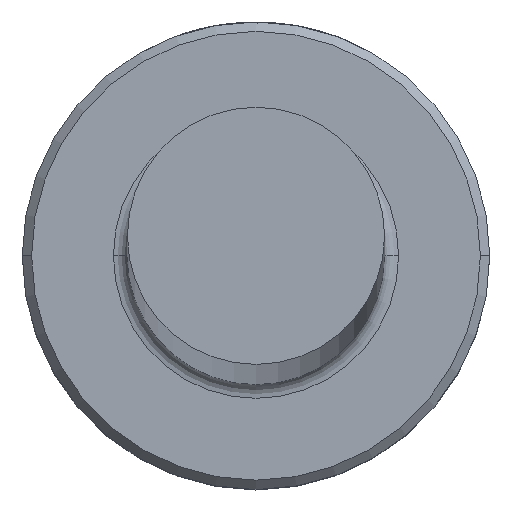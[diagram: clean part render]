
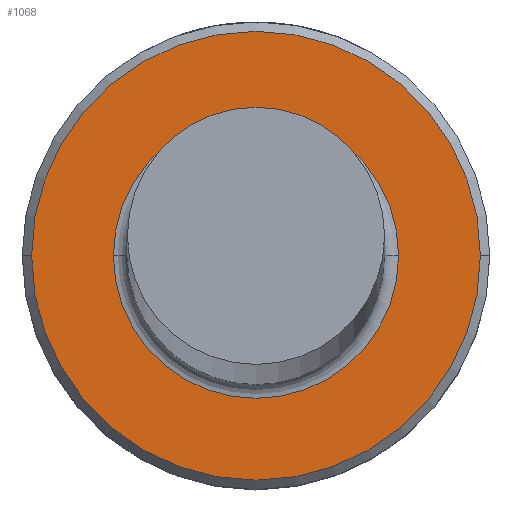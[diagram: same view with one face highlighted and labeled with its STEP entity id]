
A CAD part, top view. The second image highlights one B-rep face of the part: STEP entity #1068.
In plain terms, the highlighted planar face has unit normal (0, 0, 1).
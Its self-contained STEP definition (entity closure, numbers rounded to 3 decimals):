
#41 = DIRECTION ( 'NONE',  ( -1., 0., 0. ) ) ;
#104 = CIRCLE ( 'NONE', #380, 3.05 ) ;
#113 = ORIENTED_EDGE ( 'NONE', *, *, #1060, .T. ) ;
#136 = AXIS2_PLACEMENT_3D ( 'NONE', #878, #515, #1039 ) ;
#190 = AXIS2_PLACEMENT_3D ( 'NONE', #1119, #609, #41 ) ;
#213 = CARTESIAN_POINT ( 'NONE',  ( 0., 0., 6. ) ) ;
#223 = ORIENTED_EDGE ( 'NONE', *, *, #899, .T. ) ;
#228 = AXIS2_PLACEMENT_3D ( 'NONE', #868, #333, #948 ) ;
#301 = DIRECTION ( 'NONE',  ( -1., 0., 0. ) ) ;
#323 = DIRECTION ( 'NONE',  ( 0., 0., 1. ) ) ;
#333 = DIRECTION ( 'NONE',  ( 0., 0., 1. ) ) ;
#335 = CARTESIAN_POINT ( 'NONE',  ( 4.8, 0., 6. ) ) ;
#372 = AXIS2_PLACEMENT_3D ( 'NONE', #859, #323, #941 ) ;
#380 = AXIS2_PLACEMENT_3D ( 'NONE', #213, #836, #301 ) ;
#381 = CARTESIAN_POINT ( 'NONE',  ( 3.05, 0., 6. ) ) ;
#398 = ORIENTED_EDGE ( 'NONE', *, *, #1001, .T. ) ;
#515 = DIRECTION ( 'NONE',  ( 0., 0., 1. ) ) ;
#539 = CIRCLE ( 'NONE', #190, 3.05 ) ;
#562 = CARTESIAN_POINT ( 'NONE',  ( -3.05, 0., 6. ) ) ;
#598 = CIRCLE ( 'NONE', #228, 4.8 ) ;
#609 = DIRECTION ( 'NONE',  ( 0., 0., -1. ) ) ;
#627 = CIRCLE ( 'NONE', #372, 4.8 ) ;
#749 = FACE_BOUND ( 'NONE', #1025, .T. ) ;
#779 = FACE_OUTER_BOUND ( 'NONE', #842, .T. ) ;
#836 = DIRECTION ( 'NONE',  ( 0., 0., -1. ) ) ;
#842 = EDGE_LOOP ( 'NONE', ( #1157, #398 ) ) ;
#859 = CARTESIAN_POINT ( 'NONE',  ( 0., 0., 6. ) ) ;
#860 = VERTEX_POINT ( 'NONE', #562 ) ;
#868 = CARTESIAN_POINT ( 'NONE',  ( 0., 0., 6. ) ) ;
#878 = CARTESIAN_POINT ( 'NONE',  ( 0., 0., 6. ) ) ;
#892 = VERTEX_POINT ( 'NONE', #381 ) ;
#899 = EDGE_CURVE ( 'NONE', #892, #860, #104, .T. ) ;
#941 = DIRECTION ( 'NONE',  ( 1., 0., 0. ) ) ;
#948 = DIRECTION ( 'NONE',  ( 1., 0., 0. ) ) ;
#949 = CARTESIAN_POINT ( 'NONE',  ( -4.8, 0., 6. ) ) ;
#953 = PLANE ( 'NONE',  #136 ) ;
#978 = VERTEX_POINT ( 'NONE', #949 ) ;
#1001 = EDGE_CURVE ( 'NONE', #1065, #978, #627, .T. ) ;
#1025 = EDGE_LOOP ( 'NONE', ( #113, #223 ) ) ;
#1034 = EDGE_CURVE ( 'NONE', #978, #1065, #598, .T. ) ;
#1039 = DIRECTION ( 'NONE',  ( 1., 0., 0. ) ) ;
#1060 = EDGE_CURVE ( 'NONE', #860, #892, #539, .T. ) ;
#1065 = VERTEX_POINT ( 'NONE', #335 ) ;
#1068 = ADVANCED_FACE ( 'NONE', ( #779, #749 ), #953, .T. ) ;
#1119 = CARTESIAN_POINT ( 'NONE',  ( 0., 0., 6. ) ) ;
#1157 = ORIENTED_EDGE ( 'NONE', *, *, #1034, .T. ) ;
